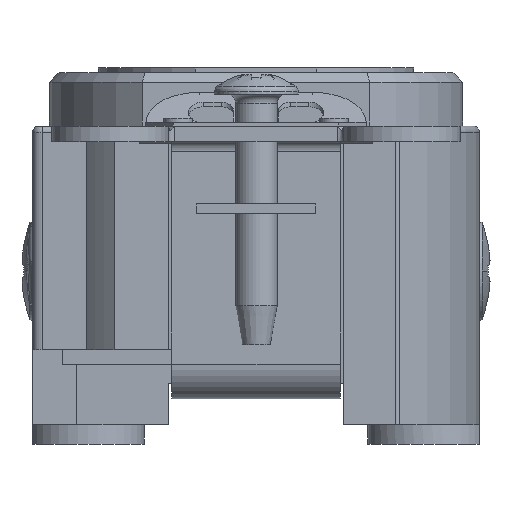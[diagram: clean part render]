
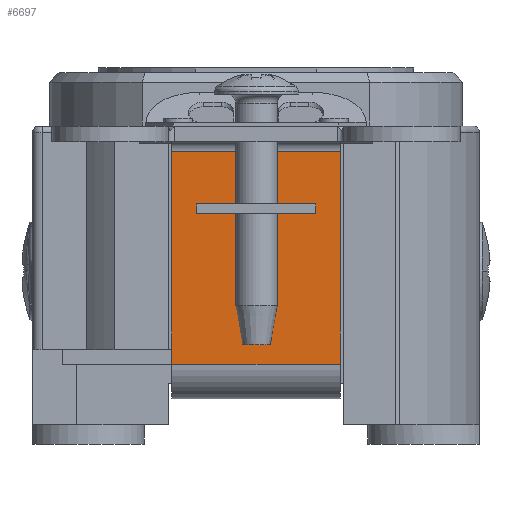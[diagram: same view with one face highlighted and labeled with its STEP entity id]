
A CAD part, front view. The second image highlights one B-rep face of the part: STEP entity #6697.
In plain terms, the highlighted planar face has unit normal (0, -1, 0).
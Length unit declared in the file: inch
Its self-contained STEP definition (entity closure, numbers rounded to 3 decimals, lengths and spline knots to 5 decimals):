
#954 = VERTEX_POINT ( 'NONE', #14215 ) ;
#1719 = DIRECTION ( 'NONE',  ( -1., 0., 0. ) ) ;
#1871 = DIRECTION ( 'NONE',  ( 0., 0., 1. ) ) ;
#1878 = ORIENTED_EDGE ( 'NONE', *, *, #31831, .F. ) ;
#2963 = LINE ( 'NONE', #39537, #4665 ) ;
#3464 = VERTEX_POINT ( 'NONE', #21295 ) ;
#4665 = VECTOR ( 'NONE', #32905, 39.37008 ) ;
#4829 = CARTESIAN_POINT ( 'NONE',  ( 0.27, -1.395, -0.45 ) ) ;
#5112 = DIRECTION ( 'NONE',  ( -1., 0., 0. ) ) ;
#6697 = ADVANCED_FACE ( 'NONE', ( #32018 ), #21961, .T. ) ;
#6819 = VERTEX_POINT ( 'NONE', #18978 ) ;
#7885 = VERTEX_POINT ( 'NONE', #11232 ) ;
#11232 = CARTESIAN_POINT ( 'NONE',  ( -0.27, -1.395, -1.012 ) ) ;
#11863 = LINE ( 'NONE', #31793, #18768 ) ;
#12009 = LINE ( 'NONE', #4829, #17472 ) ;
#14215 = CARTESIAN_POINT ( 'NONE',  ( 0.27, -1.395, -1.012 ) ) ;
#14235 = ORIENTED_EDGE ( 'NONE', *, *, #41293, .F. ) ;
#15246 = LINE ( 'NONE', #28143, #26349 ) ;
#17472 = VECTOR ( 'NONE', #35483, 39.37008 ) ;
#18768 = VECTOR ( 'NONE', #1871, 39.37008 ) ;
#18978 = CARTESIAN_POINT ( 'NONE',  ( 0.27, -1.395, -0.328 ) ) ;
#21295 = CARTESIAN_POINT ( 'NONE',  ( -0.27, -1.395, -0.328 ) ) ;
#21546 = DIRECTION ( 'NONE',  ( 0., -1., 0. ) ) ;
#21961 = PLANE ( 'NONE',  #34539 ) ;
#22212 = EDGE_CURVE ( 'NONE', #7885, #3464, #11863, .T. ) ;
#25720 = EDGE_LOOP ( 'NONE', ( #14235, #39202, #1878, #34600 ) ) ;
#26349 = VECTOR ( 'NONE', #1719, 39.37008 ) ;
#28143 = CARTESIAN_POINT ( 'NONE',  ( 0., -1.395, -1.012 ) ) ;
#31793 = CARTESIAN_POINT ( 'NONE',  ( -0.27, -1.395, -1.0528 ) ) ;
#31831 = EDGE_CURVE ( 'NONE', #3464, #6819, #2963, .T. ) ;
#32018 = FACE_OUTER_BOUND ( 'NONE', #25720, .T. ) ;
#32905 = DIRECTION ( 'NONE',  ( 1., 0., 0. ) ) ;
#34539 = AXIS2_PLACEMENT_3D ( 'NONE', #35120, #21546, #5112 ) ;
#34600 = ORIENTED_EDGE ( 'NONE', *, *, #22212, .F. ) ;
#35120 = CARTESIAN_POINT ( 'NONE',  ( 0., -1.395, -0.289 ) ) ;
#35123 = EDGE_CURVE ( 'NONE', #6819, #954, #12009, .T. ) ;
#35483 = DIRECTION ( 'NONE',  ( 0., 0., -1. ) ) ;
#39202 = ORIENTED_EDGE ( 'NONE', *, *, #35123, .F. ) ;
#39537 = CARTESIAN_POINT ( 'NONE',  ( 0., -1.395, -0.328 ) ) ;
#41293 = EDGE_CURVE ( 'NONE', #954, #7885, #15246, .T. ) ;
